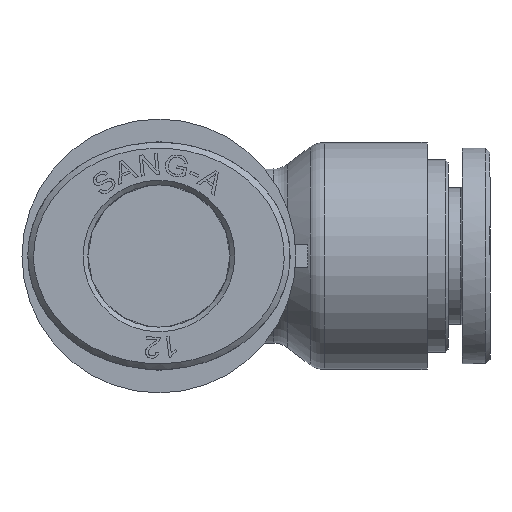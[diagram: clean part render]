
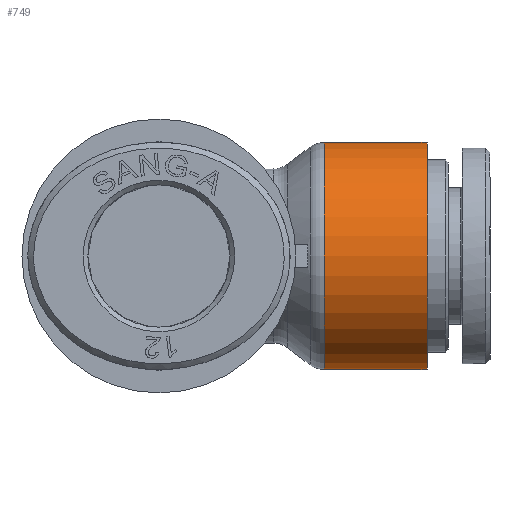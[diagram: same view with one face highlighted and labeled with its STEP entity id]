
A CAD part, left-side view. The second image highlights one B-rep face of the part: STEP entity #749.
In plain terms, the highlighted cylindrical face has radius 9.75 mm (diameter 19.5 mm), a full revolution.
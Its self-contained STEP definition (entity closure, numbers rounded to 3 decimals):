
#715=CARTESIAN_POINT('',(-9.75,-14.167,0.0));
#716=VERTEX_POINT('',#715);
#717=CARTESIAN_POINT('',(0.,-14.167,0.0));
#718=DIRECTION('',(0.0,1.0,0.0));
#719=DIRECTION('',(1.0,0.0,0.0));
#720=AXIS2_PLACEMENT_3D('',#717,#718,#719);
#721=CIRCLE('',#720,9.75);
#722=EDGE_CURVE('',#716,#716,#721,.T.);
#730=CARTESIAN_POINT('',(0.,-18.25,0.0));
#731=DIRECTION('',(0.,1.0,0.0));
#732=DIRECTION('',(-1.0,0.0,0.0));
#733=AXIS2_PLACEMENT_3D('',#730,#731,#732);
#734=CYLINDRICAL_SURFACE('',#733,9.75);
#735=CARTESIAN_POINT('',(-9.75,-23.,0.0));
#736=VERTEX_POINT('',#735);
#737=CARTESIAN_POINT('',(0.,-23.,0.0));
#738=DIRECTION('',(0.0,1.0,0.0));
#739=DIRECTION('',(-1.0,0.0,0.0));
#740=AXIS2_PLACEMENT_3D('',#737,#738,#739);
#741=CIRCLE('',#740,9.75);
#742=EDGE_CURVE('',#736,#736,#741,.T.);
#743=ORIENTED_EDGE('',*,*,#742,.T.);
#744=EDGE_LOOP('',(#743));
#745=FACE_OUTER_BOUND('',#744,.T.);
#746=ORIENTED_EDGE('',*,*,#722,.F.);
#747=EDGE_LOOP('',(#746));
#748=FACE_BOUND('',#747,.T.);
#749=ADVANCED_FACE('',(#745,#748),#734,.T.);
